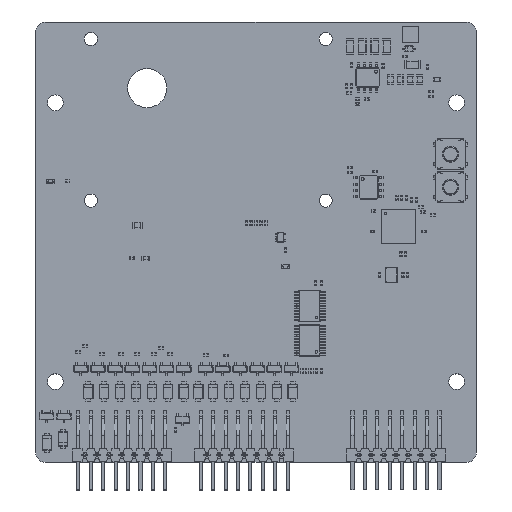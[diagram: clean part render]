
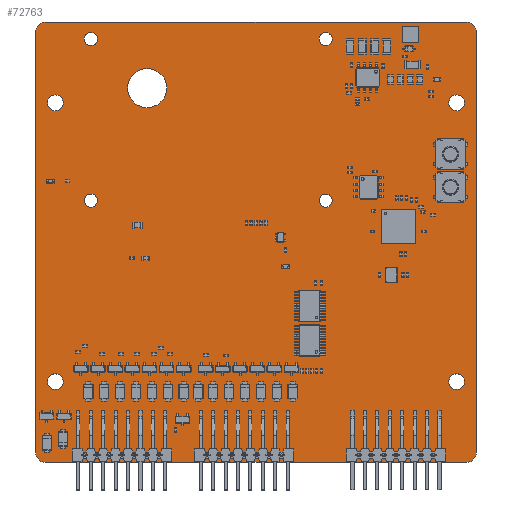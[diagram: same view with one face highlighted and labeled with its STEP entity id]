
A CAD part, top view. The second image highlights one B-rep face of the part: STEP entity #72763.
In plain terms, the highlighted planar face has unit normal (0, 0, 1).
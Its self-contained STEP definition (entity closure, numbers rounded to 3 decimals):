
#72515 = VERTEX_POINT('',#72516);
#72516 = CARTESIAN_POINT('',(193.,-50.,1.51));
#72522 = EDGE_CURVE('',#72515,#72523,#72525,.T.);
#72523 = VERTEX_POINT('',#72524);
#72524 = CARTESIAN_POINT('',(195.,-52.,1.51));
#72525 = CIRCLE('',#72526,2.);
#72526 = AXIS2_PLACEMENT_3D('',#72527,#72528,#72529);
#72527 = CARTESIAN_POINT('',(193.,-52.,1.51));
#72528 = DIRECTION('',(0.,0.,-1.));
#72529 = DIRECTION('',(0.,1.,0.));
#72557 = VERTEX_POINT('',#72558);
#72558 = CARTESIAN_POINT('',(107.,-50.,1.51));
#72564 = EDGE_CURVE('',#72557,#72515,#72565,.T.);
#72565 = LINE('',#72566,#72567);
#72566 = CARTESIAN_POINT('',(107.,-50.,1.51));
#72567 = VECTOR('',#72568,1.);
#72568 = DIRECTION('',(1.,0.,0.));
#72586 = EDGE_CURVE('',#72523,#72587,#72589,.T.);
#72587 = VERTEX_POINT('',#72588);
#72588 = CARTESIAN_POINT('',(195.,-138.,1.51));
#72589 = LINE('',#72590,#72591);
#72590 = CARTESIAN_POINT('',(195.,-52.,1.51));
#72591 = VECTOR('',#72592,1.);
#72592 = DIRECTION('',(0.,-1.,0.));
#72763 = ADVANCED_FACE('',(#72764,#72810,#72821,#72832,#72843,#72854,
    #72865,#72876,#72887,#72898),#72909,.T.);
#72764 = FACE_BOUND('',#72765,.T.);
#72765 = EDGE_LOOP('',(#72766,#72767,#72768,#72777,#72785,#72794,#72802,
    #72809));
#72766 = ORIENTED_EDGE('',*,*,#72522,.F.);
#72767 = ORIENTED_EDGE('',*,*,#72564,.F.);
#72768 = ORIENTED_EDGE('',*,*,#72769,.F.);
#72769 = EDGE_CURVE('',#72770,#72557,#72772,.T.);
#72770 = VERTEX_POINT('',#72771);
#72771 = CARTESIAN_POINT('',(105.,-52.,1.51));
#72772 = CIRCLE('',#72773,2.);
#72773 = AXIS2_PLACEMENT_3D('',#72774,#72775,#72776);
#72774 = CARTESIAN_POINT('',(107.,-52.,1.51));
#72775 = DIRECTION('',(0.,0.,-1.));
#72776 = DIRECTION('',(-1.,0.,-0.));
#72777 = ORIENTED_EDGE('',*,*,#72778,.F.);
#72778 = EDGE_CURVE('',#72779,#72770,#72781,.T.);
#72779 = VERTEX_POINT('',#72780);
#72780 = CARTESIAN_POINT('',(105.,-138.,1.51));
#72781 = LINE('',#72782,#72783);
#72782 = CARTESIAN_POINT('',(105.,-138.,1.51));
#72783 = VECTOR('',#72784,1.);
#72784 = DIRECTION('',(0.,1.,0.));
#72785 = ORIENTED_EDGE('',*,*,#72786,.F.);
#72786 = EDGE_CURVE('',#72787,#72779,#72789,.T.);
#72787 = VERTEX_POINT('',#72788);
#72788 = CARTESIAN_POINT('',(107.,-140.,1.51));
#72789 = CIRCLE('',#72790,2.);
#72790 = AXIS2_PLACEMENT_3D('',#72791,#72792,#72793);
#72791 = CARTESIAN_POINT('',(107.,-138.,1.51));
#72792 = DIRECTION('',(0.,0.,-1.));
#72793 = DIRECTION('',(0.,-1.,0.));
#72794 = ORIENTED_EDGE('',*,*,#72795,.F.);
#72795 = EDGE_CURVE('',#72796,#72787,#72798,.T.);
#72796 = VERTEX_POINT('',#72797);
#72797 = CARTESIAN_POINT('',(193.,-140.,1.51));
#72798 = LINE('',#72799,#72800);
#72799 = CARTESIAN_POINT('',(193.,-140.,1.51));
#72800 = VECTOR('',#72801,1.);
#72801 = DIRECTION('',(-1.,0.,0.));
#72802 = ORIENTED_EDGE('',*,*,#72803,.F.);
#72803 = EDGE_CURVE('',#72587,#72796,#72804,.T.);
#72804 = CIRCLE('',#72805,2.);
#72805 = AXIS2_PLACEMENT_3D('',#72806,#72807,#72808);
#72806 = CARTESIAN_POINT('',(193.,-138.,1.51));
#72807 = DIRECTION('',(0.,0.,-1.));
#72808 = DIRECTION('',(1.,0.,0.));
#72809 = ORIENTED_EDGE('',*,*,#72586,.F.);
#72810 = FACE_BOUND('',#72811,.T.);
#72811 = EDGE_LOOP('',(#72812));
#72812 = ORIENTED_EDGE('',*,*,#72813,.T.);
#72813 = EDGE_CURVE('',#72814,#72814,#72816,.T.);
#72814 = VERTEX_POINT('',#72815);
#72815 = CARTESIAN_POINT('',(109.,-125.1,1.51));
#72816 = CIRCLE('',#72817,1.6);
#72817 = AXIS2_PLACEMENT_3D('',#72818,#72819,#72820);
#72818 = CARTESIAN_POINT('',(109.,-123.5,1.51));
#72819 = DIRECTION('',(-0.,0.,-1.));
#72820 = DIRECTION('',(-0.,-1.,0.));
#72821 = FACE_BOUND('',#72822,.T.);
#72822 = EDGE_LOOP('',(#72823));
#72823 = ORIENTED_EDGE('',*,*,#72824,.T.);
#72824 = EDGE_CURVE('',#72825,#72825,#72827,.T.);
#72825 = VERTEX_POINT('',#72826);
#72826 = CARTESIAN_POINT('',(191.,-125.1,1.51));
#72827 = CIRCLE('',#72828,1.6);
#72828 = AXIS2_PLACEMENT_3D('',#72829,#72830,#72831);
#72829 = CARTESIAN_POINT('',(191.,-123.5,1.51));
#72830 = DIRECTION('',(-0.,0.,-1.));
#72831 = DIRECTION('',(-0.,-1.,0.));
#72832 = FACE_BOUND('',#72833,.T.);
#72833 = EDGE_LOOP('',(#72834));
#72834 = ORIENTED_EDGE('',*,*,#72835,.T.);
#72835 = EDGE_CURVE('',#72836,#72836,#72838,.T.);
#72836 = VERTEX_POINT('',#72837);
#72837 = CARTESIAN_POINT('',(116.25,-87.85,1.51));
#72838 = CIRCLE('',#72839,1.35);
#72839 = AXIS2_PLACEMENT_3D('',#72840,#72841,#72842);
#72840 = CARTESIAN_POINT('',(116.25,-86.5,1.51));
#72841 = DIRECTION('',(-0.,0.,-1.));
#72842 = DIRECTION('',(-0.,-1.,0.));
#72843 = FACE_BOUND('',#72844,.T.);
#72844 = EDGE_LOOP('',(#72845));
#72845 = ORIENTED_EDGE('',*,*,#72846,.T.);
#72846 = EDGE_CURVE('',#72847,#72847,#72849,.T.);
#72847 = VERTEX_POINT('',#72848);
#72848 = CARTESIAN_POINT('',(109.,-68.1,1.51));
#72849 = CIRCLE('',#72850,1.6);
#72850 = AXIS2_PLACEMENT_3D('',#72851,#72852,#72853);
#72851 = CARTESIAN_POINT('',(109.,-66.5,1.51));
#72852 = DIRECTION('',(-0.,0.,-1.));
#72853 = DIRECTION('',(-0.,-1.,0.));
#72854 = FACE_BOUND('',#72855,.T.);
#72855 = EDGE_LOOP('',(#72856));
#72856 = ORIENTED_EDGE('',*,*,#72857,.F.);
#72857 = EDGE_CURVE('',#72858,#72858,#72860,.T.);
#72858 = VERTEX_POINT('',#72859);
#72859 = CARTESIAN_POINT('',(131.75,-63.5,1.51));
#72860 = CIRCLE('',#72861,4.);
#72861 = AXIS2_PLACEMENT_3D('',#72862,#72863,#72864);
#72862 = CARTESIAN_POINT('',(127.75,-63.5,1.51));
#72863 = DIRECTION('',(0.,0.,1.));
#72864 = DIRECTION('',(1.,0.,-0.));
#72865 = FACE_BOUND('',#72866,.T.);
#72866 = EDGE_LOOP('',(#72867));
#72867 = ORIENTED_EDGE('',*,*,#72868,.T.);
#72868 = EDGE_CURVE('',#72869,#72869,#72871,.T.);
#72869 = VERTEX_POINT('',#72870);
#72870 = CARTESIAN_POINT('',(116.25,-54.85,1.51));
#72871 = CIRCLE('',#72872,1.35);
#72872 = AXIS2_PLACEMENT_3D('',#72873,#72874,#72875);
#72873 = CARTESIAN_POINT('',(116.25,-53.5,1.51));
#72874 = DIRECTION('',(-0.,0.,-1.));
#72875 = DIRECTION('',(-0.,-1.,0.));
#72876 = FACE_BOUND('',#72877,.T.);
#72877 = EDGE_LOOP('',(#72878));
#72878 = ORIENTED_EDGE('',*,*,#72879,.T.);
#72879 = EDGE_CURVE('',#72880,#72880,#72882,.T.);
#72880 = VERTEX_POINT('',#72881);
#72881 = CARTESIAN_POINT('',(164.25,-87.85,1.51));
#72882 = CIRCLE('',#72883,1.35);
#72883 = AXIS2_PLACEMENT_3D('',#72884,#72885,#72886);
#72884 = CARTESIAN_POINT('',(164.25,-86.5,1.51));
#72885 = DIRECTION('',(-0.,0.,-1.));
#72886 = DIRECTION('',(-0.,-1.,0.));
#72887 = FACE_BOUND('',#72888,.T.);
#72888 = EDGE_LOOP('',(#72889));
#72889 = ORIENTED_EDGE('',*,*,#72890,.T.);
#72890 = EDGE_CURVE('',#72891,#72891,#72893,.T.);
#72891 = VERTEX_POINT('',#72892);
#72892 = CARTESIAN_POINT('',(164.25,-54.85,1.51));
#72893 = CIRCLE('',#72894,1.35);
#72894 = AXIS2_PLACEMENT_3D('',#72895,#72896,#72897);
#72895 = CARTESIAN_POINT('',(164.25,-53.5,1.51));
#72896 = DIRECTION('',(-0.,0.,-1.));
#72897 = DIRECTION('',(-0.,-1.,0.));
#72898 = FACE_BOUND('',#72899,.T.);
#72899 = EDGE_LOOP('',(#72900));
#72900 = ORIENTED_EDGE('',*,*,#72901,.T.);
#72901 = EDGE_CURVE('',#72902,#72902,#72904,.T.);
#72902 = VERTEX_POINT('',#72903);
#72903 = CARTESIAN_POINT('',(191.,-68.1,1.51));
#72904 = CIRCLE('',#72905,1.6);
#72905 = AXIS2_PLACEMENT_3D('',#72906,#72907,#72908);
#72906 = CARTESIAN_POINT('',(191.,-66.5,1.51));
#72907 = DIRECTION('',(-0.,0.,-1.));
#72908 = DIRECTION('',(-0.,-1.,0.));
#72909 = PLANE('',#72910);
#72910 = AXIS2_PLACEMENT_3D('',#72911,#72912,#72913);
#72911 = CARTESIAN_POINT('',(0.,0.,1.51));
#72912 = DIRECTION('',(0.,0.,1.));
#72913 = DIRECTION('',(1.,0.,-0.));
